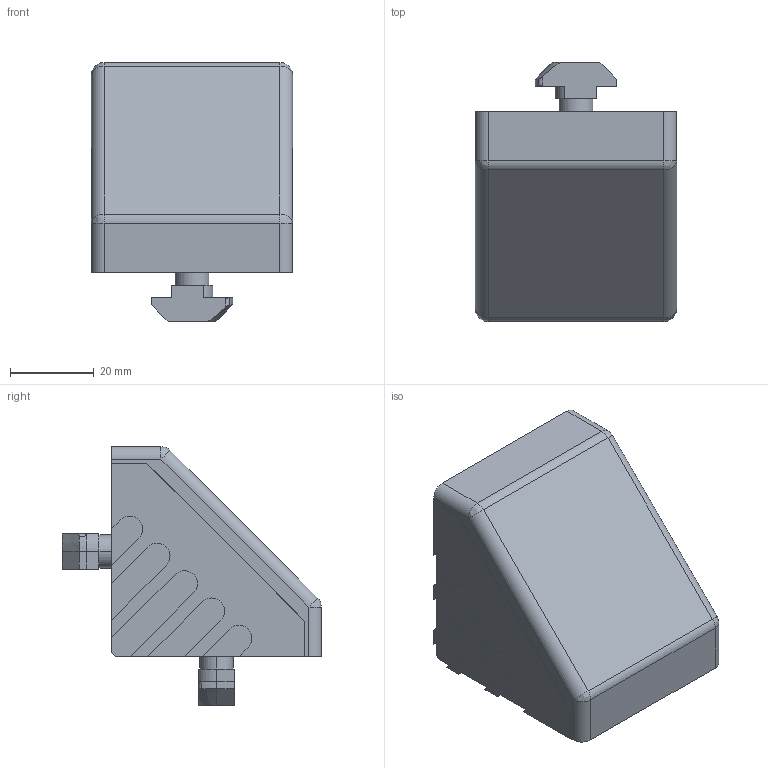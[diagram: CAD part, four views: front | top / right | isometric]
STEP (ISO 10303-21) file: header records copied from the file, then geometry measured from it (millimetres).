
FILE_DESCRIPTION (( 'STEP AP214' ), '1' );
FILE_NAME ('62611305', '2019-02-04T09:38:05', ( '' ), ('JUGARD+KÜNSTNER GmbH'), 'SwSTEP 2.0', 'SolidWorks 2017', '' );
FILE_SCHEMA (( 'AUTOMOTIVE_DESIGN' ));
Length unit declared in the file: millimetre
Products named in the file (1): 62611305_CNAJF00
Bounding box: 48 x 61.7 x 61.7 mm (x, y, z)
Surface area: 25824.7 mm2 (no closed solid volume)
Topology: 0 solids, 1 shells, 251 faces, 736 edges, 476 vertices
Faces by surface type: plane 150, cylinder 63, cone 22, bspline 16
Entity records: 9980 total; most frequent: CARTESIAN_POINT 2104, ORIENTED_EDGE 1418, DIRECTION 1294, EDGE_CURVE 732, VECTOR 490, LINE 490, VERTEX_POINT 476, AXIS2_PLACEMENT_3D 402
